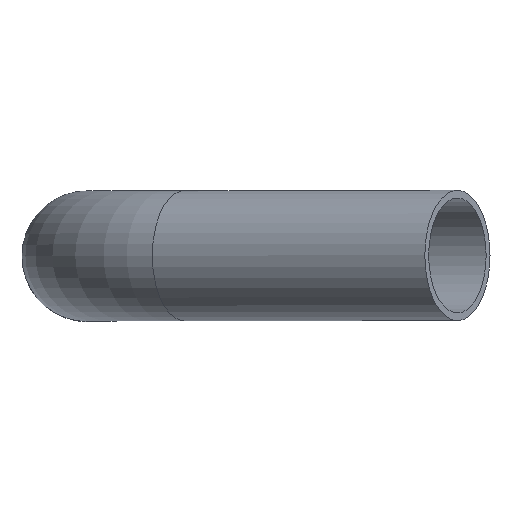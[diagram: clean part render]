
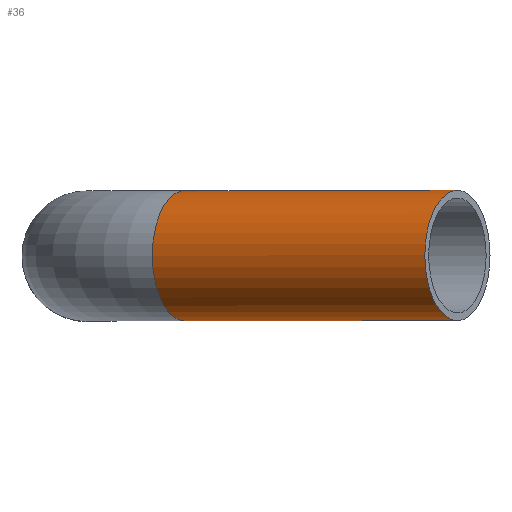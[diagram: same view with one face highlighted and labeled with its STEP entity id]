
A CAD part, top view. The second image highlights one B-rep face of the part: STEP entity #36.
In plain terms, the highlighted cylindrical face has radius 90 mm (diameter 180 mm), a full revolution.
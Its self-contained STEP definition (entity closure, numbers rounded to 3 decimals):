
#36 = ADVANCED_FACE( '', ( #73, #74 ), #75, .T. );
#73 = FACE_OUTER_BOUND( '', #112, .T. );
#74 = FACE_OUTER_BOUND( '', #113, .T. );
#75 = CYLINDRICAL_SURFACE( '', #114, 90. );
#112 = EDGE_LOOP( '', ( #149 ) );
#113 = EDGE_LOOP( '', ( #150 ) );
#114 = AXIS2_PLACEMENT_3D( '', #151, #152, #153 );
#149 = ORIENTED_EDGE( '', *, *, #189, .T. );
#150 = ORIENTED_EDGE( '', *, *, #185, .F. );
#151 = CARTESIAN_POINT( '', ( 511.323, 0., 885.637 ) );
#152 = DIRECTION( '', ( -0.866, 0., -0.5 ) );
#153 = DIRECTION( '', ( 0.5, 0., -0.866 ) );
#185 = EDGE_CURVE( '', #201, #201, #202, .T. );
#189 = EDGE_CURVE( '', #208, #208, #209, .T. );
#201 = VERTEX_POINT( '', #225 );
#202 = CIRCLE( '', #226, 90. );
#208 = VERTEX_POINT( '', #232 );
#209 = CIRCLE( '', #233, 90. );
#225 = CARTESIAN_POINT( '', ( 556.323, 0., 807.695 ) );
#226 = AXIS2_PLACEMENT_3D( '', #248, #249, #250 );
#232 = CARTESIAN_POINT( '', ( 180., 0., 590.425 ) );
#233 = AXIS2_PLACEMENT_3D( '', #257, #258, #259 );
#248 = CARTESIAN_POINT( '', ( 511.323, 0., 885.637 ) );
#249 = DIRECTION( '', ( 0.866, 0., 0.5 ) );
#250 = DIRECTION( '', ( 0.5, 0., -0.866 ) );
#257 = CARTESIAN_POINT( '', ( 135., 0., 668.367 ) );
#258 = DIRECTION( '', ( 0.866, 0., 0.5 ) );
#259 = DIRECTION( '', ( 0.5, 0., -0.866 ) );
